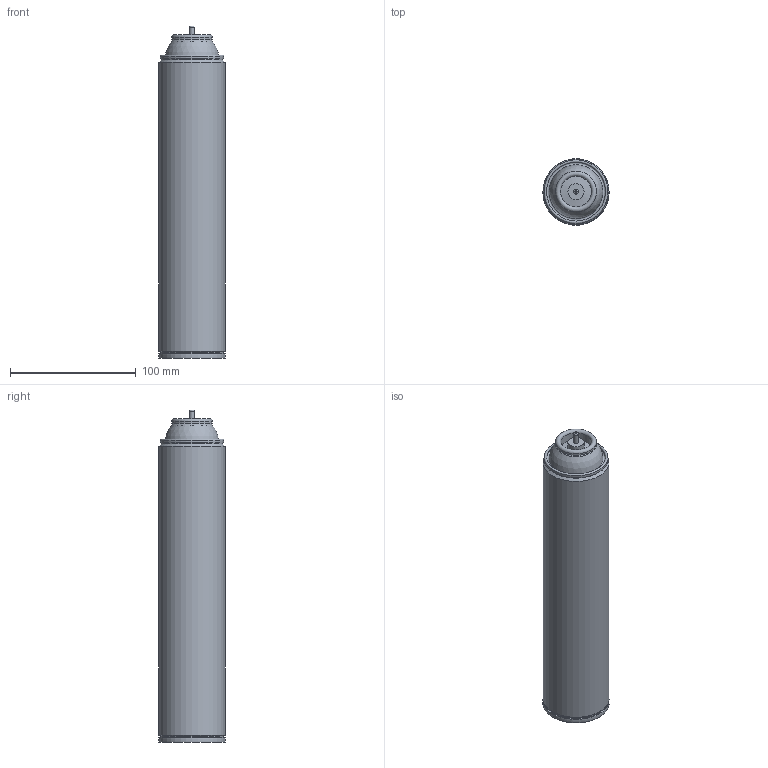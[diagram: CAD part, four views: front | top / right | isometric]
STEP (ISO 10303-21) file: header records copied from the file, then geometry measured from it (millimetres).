
FILE_DESCRIPTION(('FreeCAD Model'),'2;1');
FILE_NAME('Lac-Can-400ml-can.step','2018-01-10T20:44:42',('Author'),(''), 'Open CASCADE STEP processor 6.8','FreeCAD','Unknown');
FILE_SCHEMA(('AUTOMOTIVE_DESIGN_CC2 { 1 2 10303 214 -1 1 5 4 }'));
Length unit declared in the file: millimetre
Products named in the file (1): Clone_of_Can
Bounding box: 52.76 x 52.76 x 264 mm (x, y, z)
Volume: 533336.2 mm3; surface area: 47483.7 mm2
Topology: 1 solids, 1 shells, 26 faces, 45 edges, 25 vertices
Faces by surface type: cylinder 9, plane 6, torus 5, cone 4, sphere 1, revolution 1
Full cylindrical faces by diameter (mm): 1.75 x1, 4 x1, 12.8 x1, 24.5 x1, 32.5 x1, 46.76 x1, 48.75 x1, 50.5 x1, 52.5 x1
Entity records: 1422 total; most frequent: CARTESIAN_POINT 218, DIRECTION 217, LINE 93, VECTOR 93, ORIENTED_EDGE 90, PCURVE 90, DEFINITIONAL_REPRESENTATION 90, AXIS2_PLACEMENT_3D 59
